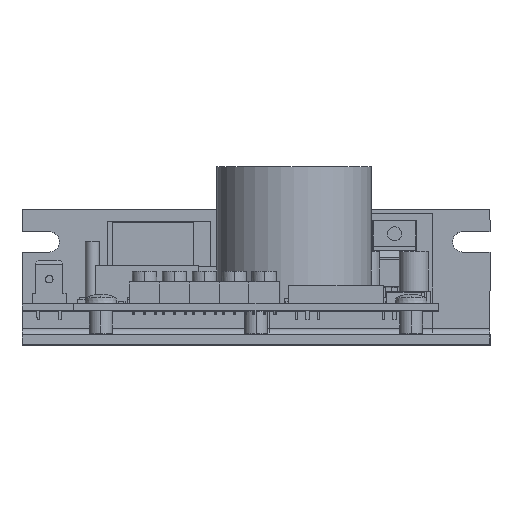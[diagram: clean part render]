
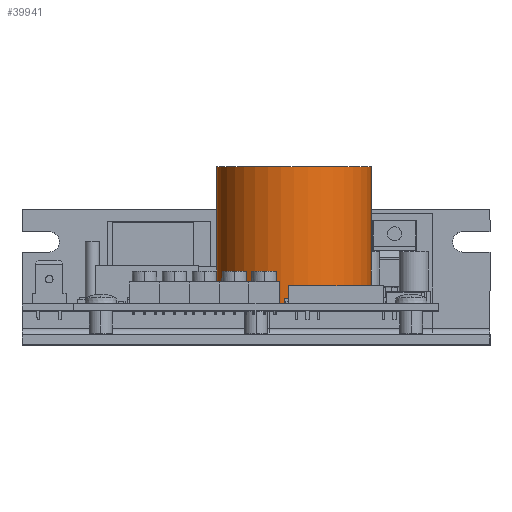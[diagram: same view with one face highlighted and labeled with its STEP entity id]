
A CAD part, top view. The second image highlights one B-rep face of the part: STEP entity #39941.
In plain terms, the highlighted cylindrical face has radius 18.034 mm (diameter 36.068 mm), a partial arc.
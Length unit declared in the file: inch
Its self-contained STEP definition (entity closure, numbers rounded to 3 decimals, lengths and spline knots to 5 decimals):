
#2715 = EDGE_CURVE ( 'NONE', #36422, #36887, #50360, .T. ) ;
#5306 = CIRCLE ( 'NONE', #59739, 0.71 ) ;
#6593 = DIRECTION ( 'NONE',  ( 0., 0., -1. ) ) ;
#7402 = CARTESIAN_POINT ( 'NONE',  ( 5.21, 3.9, 1.324 ) ) ;
#8933 = CYLINDRICAL_SURFACE ( 'NONE', #38912, 0.71 ) ;
#12197 = FACE_OUTER_BOUND ( 'NONE', #22466, .T. ) ;
#12808 = CARTESIAN_POINT ( 'NONE',  ( 4.5, 3.9, 0.064 ) ) ;
#18086 = DIRECTION ( 'NONE',  ( 1., 0., 0. ) ) ;
#20863 = VERTEX_POINT ( 'NONE', #58866 ) ;
#21056 = CARTESIAN_POINT ( 'NONE',  ( 5.21, 3.9, 1.324 ) ) ;
#21665 = DIRECTION ( 'NONE',  ( 0., 0., 1. ) ) ;
#22466 = EDGE_LOOP ( 'NONE', ( #66725, #29660, #59384, #53322 ) ) ;
#24119 = AXIS2_PLACEMENT_3D ( 'NONE', #53032, #21665, #58308 ) ;
#26304 = DIRECTION ( 'NONE',  ( 0., 0., -1. ) ) ;
#29660 = ORIENTED_EDGE ( 'NONE', *, *, #41460, .F. ) ;
#36395 = VECTOR ( 'NONE', #26304, 39.37008 ) ;
#36422 = VERTEX_POINT ( 'NONE', #7402 ) ;
#36887 = VERTEX_POINT ( 'NONE', #47658 ) ;
#38771 = DIRECTION ( 'NONE',  ( -1., 0., 0. ) ) ;
#38912 = AXIS2_PLACEMENT_3D ( 'NONE', #49347, #44028, #38771 ) ;
#39941 = ADVANCED_FACE ( 'Face3', ( #12197 ), #8933, .T. ) ;
#40149 = VERTEX_POINT ( 'NONE', #50490 ) ;
#41460 = EDGE_CURVE ( 'NONE', #20863, #36422, #50173, .T. ) ;
#42720 = VECTOR ( 'NONE', #6593, 39.37008 ) ;
#44028 = DIRECTION ( 'NONE',  ( 0., 0., -1. ) ) ;
#47658 = CARTESIAN_POINT ( 'NONE',  ( 5.21, 3.9, 0.064 ) ) ;
#49347 = CARTESIAN_POINT ( 'NONE',  ( 4.5, 3.9, 1.324 ) ) ;
#49473 = DIRECTION ( 'NONE',  ( 0., 0., 1. ) ) ;
#50173 = CIRCLE ( 'NONE', #24119, 0.71 ) ;
#50360 = LINE ( 'NONE', #21056, #36395 ) ;
#50490 = CARTESIAN_POINT ( 'NONE',  ( 3.79, 3.9, 0.064 ) ) ;
#53032 = CARTESIAN_POINT ( 'NONE',  ( 4.5, 3.9, 1.324 ) ) ;
#53322 = ORIENTED_EDGE ( 'NONE', *, *, #62879, .T. ) ;
#53793 = CARTESIAN_POINT ( 'NONE',  ( 3.79, 3.9, 1.324 ) ) ;
#56693 = LINE ( 'NONE', #53793, #42720 ) ;
#58308 = DIRECTION ( 'NONE',  ( 1., 0., 0. ) ) ;
#58866 = CARTESIAN_POINT ( 'NONE',  ( 3.79, 3.9, 1.324 ) ) ;
#59384 = ORIENTED_EDGE ( 'NONE', *, *, #64425, .T. ) ;
#59739 = AXIS2_PLACEMENT_3D ( 'NONE', #12808, #49473, #18086 ) ;
#62879 = EDGE_CURVE ( 'NONE', #40149, #36887, #5306, .T. ) ;
#64425 = EDGE_CURVE ( 'NONE', #20863, #40149, #56693, .T. ) ;
#66725 = ORIENTED_EDGE ( 'NONE', *, *, #2715, .F. ) ;
